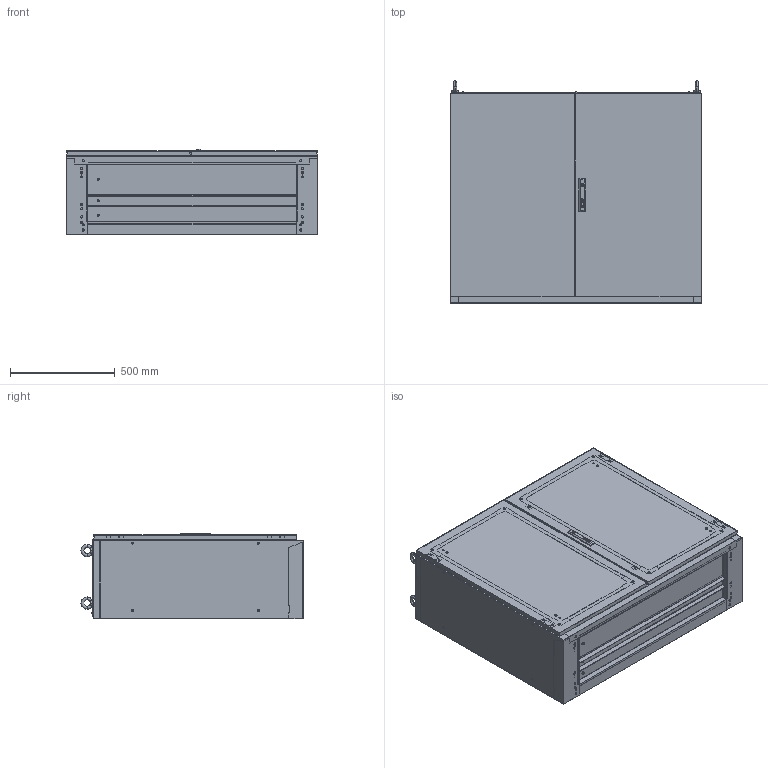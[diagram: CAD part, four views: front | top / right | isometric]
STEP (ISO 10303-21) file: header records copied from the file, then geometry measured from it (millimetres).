
FILE_DESCRIPTION (( 'STEP AP214' ), '1' );
FILE_NAME ('0390-1210-40-17.step', '2022-07-28T11:05:18', ( '' ), ( '' ), 'SwSTEP 2.0', 'SolidWorks 2019', '' );
FILE_SCHEMA (( 'AUTOMOTIVE_DESIGN' ));
Length unit declared in the file: millimetre
Products named in the file (16): rasthalterung_re_s; MontageplatteKPL_s_0348-1210-00-13; MPGleitschuh_s; 3080-9036-03-48 Schutzleiterschraube; arretierwinkel_li_s; Bodenplattensatz_s_0396-1200-40-03; Korpus_ss_1210-40; 0390-1210-40-17; MontageplatteZubehoer_s; TuerLP_s_0395-1210-01-97; Montageplatte_s_1210; TuerGG_s_0395-1210-02-97; Dachplatte_ss_0390-1200-40-07; rasthalterung_li_s; arretierwinkel_re_s; Tuer2_s_0395-1210-05-97
Assembly tree (16 placements, depth 4):
  0390-1210-40-17
    Korpus_ss_1210-40
    Tuer2_s_0395-1210-05-97
      TuerGG_s_0395-1210-02-97
      TuerLP_s_0395-1210-01-97
    Dachplatte_ss_0390-1200-40-07
    Bodenplattensatz_s_0396-1200-40-03
    MontageplatteKPL_s_0348-1210-00-13
      Montageplatte_s_1210
      MontageplatteZubehoer_s
        arretierwinkel_li_s
        arretierwinkel_re_s
        rasthalterung_li_s
        rasthalterung_re_s
        3080-9036-03-48 Schutzleiterschraube
        MPGleitschuh_s  x2
Bounding box: 1200 x 1057.99 x 407.5 mm (x, y, z)
Volume: 13619610.4 mm3; surface area: 13149646.8 mm2
Topology: 66 solids, 66 shells, 4839 faces, 12800 edges, 8461 vertices
Faces by surface type: plane 2708, cylinder 1896, cone 197, torus 24, bspline 14
Entity records: 179562 total; most frequent: CARTESIAN_POINT 28379, DIRECTION 26117, ORIENTED_EDGE 25492, EDGE_CURVE 12746, AXIS2_PLACEMENT_3D 8901, VERTEX_POINT 8427, VECTOR 8315, LINE 8315
